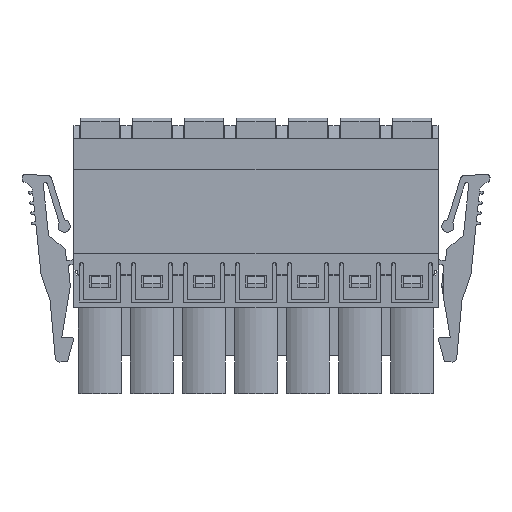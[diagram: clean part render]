
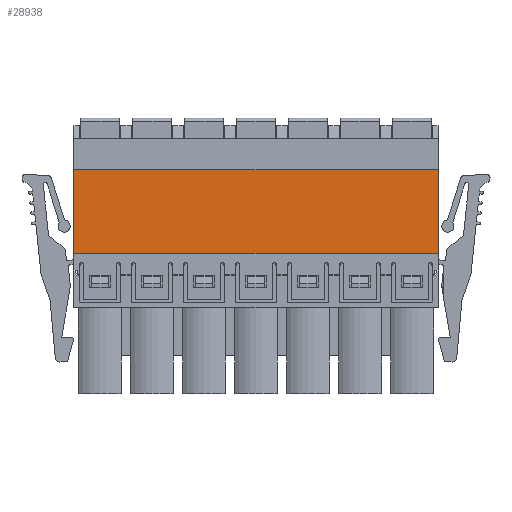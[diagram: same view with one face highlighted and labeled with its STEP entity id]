
A CAD part, front view. The second image highlights one B-rep face of the part: STEP entity #28938.
In plain terms, the highlighted planar face has unit normal (0, -1, 0).
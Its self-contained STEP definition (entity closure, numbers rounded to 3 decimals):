
#2574=ORIENTED_EDGE('',*,*,#10632,.T.);
#2575=ORIENTED_EDGE('',*,*,#10633,.F.);
#2576=ORIENTED_EDGE('',*,*,#9763,.F.);
#2577=ORIENTED_EDGE('',*,*,#10631,.T.);
#9763=EDGE_CURVE('',#13965,#13966,#16800,.T.);
#10631=EDGE_CURVE('',#13965,#14592,#17608,.T.);
#10632=EDGE_CURVE('',#14592,#14593,#17609,.T.);
#10633=EDGE_CURVE('',#13966,#14593,#17610,.T.);
#13965=VERTEX_POINT('',#40959);
#13966=VERTEX_POINT('',#40961);
#14592=VERTEX_POINT('',#42657);
#14593=VERTEX_POINT('',#42661);
#16800=LINE('',#40960,#20651);
#17608=LINE('',#42658,#21459);
#17609=LINE('',#42660,#21460);
#17610=LINE('',#42662,#21461);
#20651=VECTOR('',#32865,1000.);
#21459=VECTOR('',#34199,1000.);
#21460=VECTOR('',#34202,1000.);
#21461=VECTOR('',#34203,1000.);
#24341=EDGE_LOOP('',(#2574,#2575,#2576,#2577));
#25986=FACE_BOUND('',#24341,.T.);
#27574=PLANE('',#30616);
#28938=ADVANCED_FACE('',(#25986),#27574,.F.);
#30616=AXIS2_PLACEMENT_3D('',#42659,#34200,#34201);
#32865=DIRECTION('',(0.,0.,-1.));
#34199=DIRECTION('',(-1.,0.,0.));
#34200=DIRECTION('',(0.,1.,0.));
#34201=DIRECTION('',(0.,0.,1.));
#34202=DIRECTION('',(0.,0.,-1.));
#34203=DIRECTION('',(-1.,0.,0.));
#40959=CARTESIAN_POINT('',(17.78,-5.27,4.1));
#40960=CARTESIAN_POINT('',(17.78,-5.27,4.1));
#40961=CARTESIAN_POINT('',(17.78,-5.27,-4.1));
#42657=CARTESIAN_POINT('',(-17.78,-5.27,4.1));
#42658=CARTESIAN_POINT('',(17.78,-5.27,4.1));
#42659=CARTESIAN_POINT('',(17.78,-5.27,4.1));
#42660=CARTESIAN_POINT('',(-17.78,-5.27,4.1));
#42661=CARTESIAN_POINT('',(-17.78,-5.27,-4.1));
#42662=CARTESIAN_POINT('',(17.78,-5.27,-4.1));
